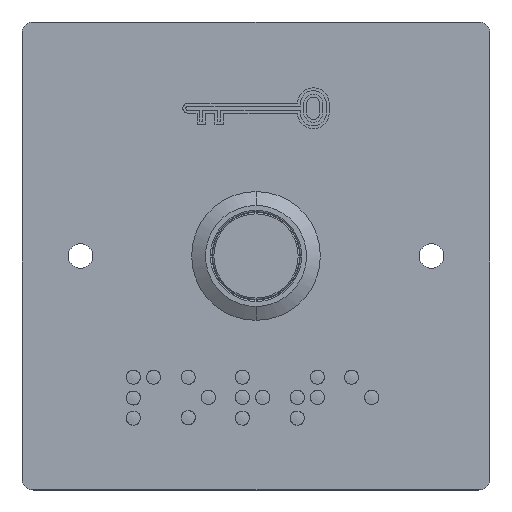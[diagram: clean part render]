
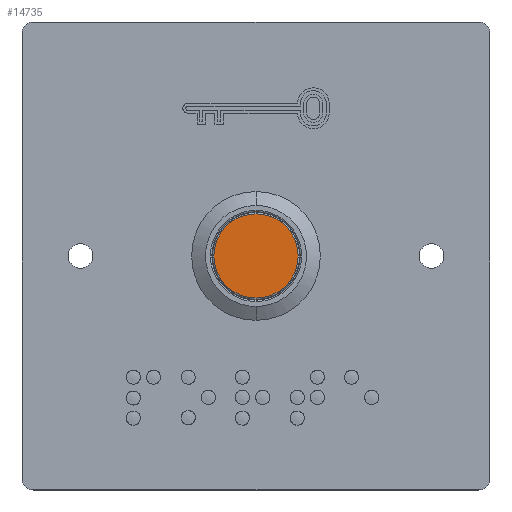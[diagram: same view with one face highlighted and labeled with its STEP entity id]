
A CAD part, top view. The second image highlights one B-rep face of the part: STEP entity #14735.
In plain terms, the highlighted planar face has unit normal (0, 0, 1).
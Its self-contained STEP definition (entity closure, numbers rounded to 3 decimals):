
#1008 = CARTESIAN_POINT ( 'NONE',  ( 0., 0., 4.5 ) ) ;
#2821 = CARTESIAN_POINT ( 'NONE',  ( 0., 0., 4.5 ) ) ;
#3685 = AXIS2_PLACEMENT_3D ( 'NONE', #24041, #39593, #43451 ) ;
#6207 = DIRECTION ( 'NONE',  ( 0., -1., 0. ) ) ;
#7995 = EDGE_LOOP ( 'NONE', ( #32852, #30820 ) ) ;
#12360 = VERTEX_POINT ( 'NONE', #37989 ) ;
#14735 = ADVANCED_FACE ( 'NONE', ( #40683 ), #48169, .T. ) ;
#16432 = EDGE_CURVE ( 'NONE', #28523, #12360, #30169, .T. ) ;
#16845 = DIRECTION ( 'NONE',  ( 0., -1., 0. ) ) ;
#22509 = DIRECTION ( 'NONE',  ( 0., 0., 1. ) ) ;
#24041 = CARTESIAN_POINT ( 'NONE',  ( 0., 0., 4.5 ) ) ;
#27586 = AXIS2_PLACEMENT_3D ( 'NONE', #1008, #51341, #16845 ) ;
#28523 = VERTEX_POINT ( 'NONE', #48706 ) ;
#30169 = CIRCLE ( 'NONE', #3685, 7.2 ) ;
#30820 = ORIENTED_EDGE ( 'NONE', *, *, #42909, .T. ) ;
#32852 = ORIENTED_EDGE ( 'NONE', *, *, #16432, .T. ) ;
#32915 = CIRCLE ( 'NONE', #41174, 7.2 ) ;
#37989 = CARTESIAN_POINT ( 'NONE',  ( 0., 7.2, 4.5 ) ) ;
#39593 = DIRECTION ( 'NONE',  ( 0., 0., 1. ) ) ;
#40683 = FACE_OUTER_BOUND ( 'NONE', #7995, .T. ) ;
#41174 = AXIS2_PLACEMENT_3D ( 'NONE', #2821, #22509, #6207 ) ;
#42909 = EDGE_CURVE ( 'NONE', #12360, #28523, #32915, .T. ) ;
#43451 = DIRECTION ( 'NONE',  ( 0., -1., 0. ) ) ;
#48169 = PLANE ( 'NONE',  #27586 ) ;
#48706 = CARTESIAN_POINT ( 'NONE',  ( 0., -7.2, 4.5 ) ) ;
#51341 = DIRECTION ( 'NONE',  ( 0., 0., 1. ) ) ;
